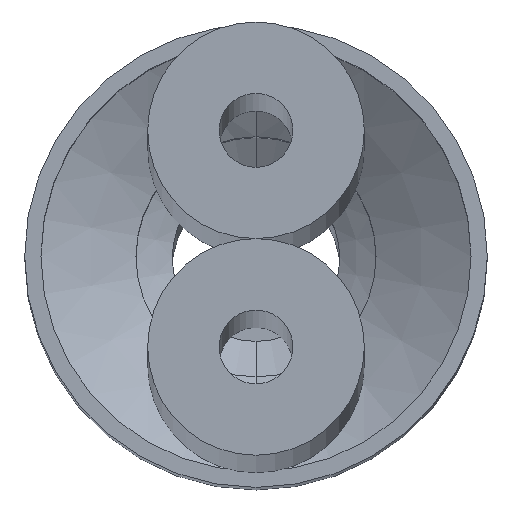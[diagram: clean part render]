
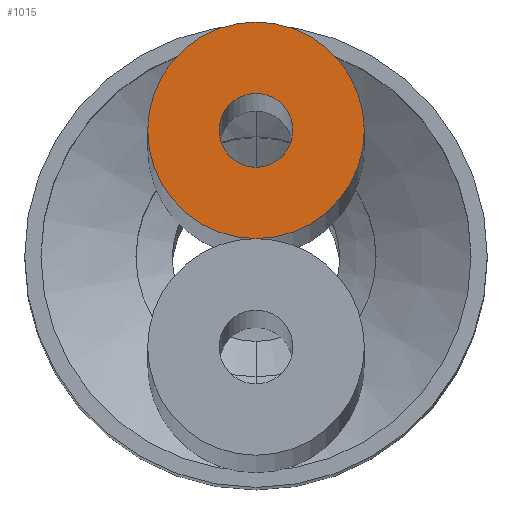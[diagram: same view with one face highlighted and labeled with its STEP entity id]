
A CAD part, top view. The second image highlights one B-rep face of the part: STEP entity #1015.
In plain terms, the highlighted planar face has unit normal (0, 0, 1).
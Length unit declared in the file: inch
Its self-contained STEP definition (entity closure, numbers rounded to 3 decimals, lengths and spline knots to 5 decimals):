
#910=CARTESIAN_POINT('',(0.,0.,101.6));
#911=DIRECTION('',(0.,0.,1.));
#912=DIRECTION('',(1.,0.,0.));
#913=AXIS2_PLACEMENT_3D('',#910,#911,#912);
#915=CARTESIAN_POINT('',(0.,0.,101.6));
#916=DIRECTION('',(0.,0.,1.));
#917=DIRECTION('',(-1.,0.,0.));
#918=AXIS2_PLACEMENT_3D('',#915,#916,#917);
#920=CARTESIAN_POINT('',(0.,0.,101.6));
#921=DIRECTION('',(0.,0.,-1.));
#922=DIRECTION('',(1.,0.,0.));
#923=AXIS2_PLACEMENT_3D('',#920,#921,#922);
#925=CARTESIAN_POINT('',(0.,0.,101.6));
#926=DIRECTION('',(0.,0.,-1.));
#927=DIRECTION('',(-1.,0.,0.));
#928=AXIS2_PLACEMENT_3D('',#925,#926,#927);
#946=CARTESIAN_POINT('',(1.1,0.,101.6));
#947=CARTESIAN_POINT('',(-1.1,0.,101.6));
#948=VERTEX_POINT('',#946);
#949=VERTEX_POINT('',#947);
#950=CARTESIAN_POINT('',(0.375,0.,101.6));
#951=CARTESIAN_POINT('',(-0.375,0.,101.6));
#952=VERTEX_POINT('',#950);
#953=VERTEX_POINT('',#951);
#1000=CARTESIAN_POINT('',(0.,0.,101.6));
#1001=DIRECTION('',(0.,0.,1.));
#1002=DIRECTION('',(1.,0.,0.));
#1003=AXIS2_PLACEMENT_3D('',#1000,#1001,#1002);
#1004=PLANE('',#1003);
#1005=ORIENTED_EDGE('',*,*,#980,.F.);
#1006=ORIENTED_EDGE('',*,*,#994,.F.);
#1007=EDGE_LOOP('',(#1005,#1006));
#1008=FACE_OUTER_BOUND('',#1007,.F.);
#1010=ORIENTED_EDGE('',*,*,#1009,.F.);
#1012=ORIENTED_EDGE('',*,*,#1011,.F.);
#1013=EDGE_LOOP('',(#1010,#1012));
#1014=FACE_BOUND('',#1013,.F.);
#1015=ADVANCED_FACE('',(#1008,#1014),#1004,.T.);
#914=CIRCLE('',#913,1.1);
#919=CIRCLE('',#918,1.1);
#924=CIRCLE('',#923,0.375);
#929=CIRCLE('',#928,0.375);
#980=EDGE_CURVE('',#948,#949,#914,.T.);
#994=EDGE_CURVE('',#949,#948,#919,.T.);
#1009=EDGE_CURVE('',#952,#953,#924,.T.);
#1011=EDGE_CURVE('',#953,#952,#929,.T.);
